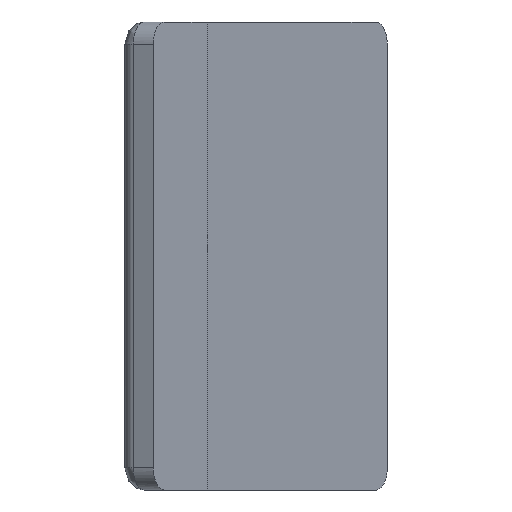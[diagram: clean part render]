
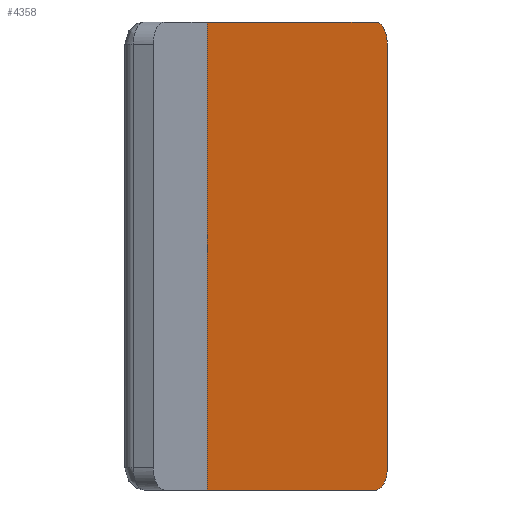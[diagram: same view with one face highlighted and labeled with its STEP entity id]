
A CAD part, front view. The second image highlights one B-rep face of the part: STEP entity #4358.
In plain terms, the highlighted planar face has unit normal (0.866, -0.5, 0).
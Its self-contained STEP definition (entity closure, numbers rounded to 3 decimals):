
#4301=CARTESIAN_POINT('',(-130.494,94.868,67.65));
#4302=DIRECTION('',(0.866,-0.5,0.));
#4303=DIRECTION('',(0.5,0.866,0.));
#4304=AXIS2_PLACEMENT_3D('',#4301,#4302,#4303);
#4305=PLANE('',#4304);
#4306=CARTESIAN_POINT('',(-91.494,162.418,60.45));
#4307=VERTEX_POINT('',#4306);
#4308=CARTESIAN_POINT('',(-109.669,130.939,60.45));
#4309=VERTEX_POINT('',#4308);
#4310=CARTESIAN_POINT('',(-91.494,162.418,60.45));
#4311=DIRECTION('',(-0.5,-0.866,-0.));
#4312=VECTOR('',#4311,36.349);
#4313=LINE('',#4310,#4312);
#4314=EDGE_CURVE('',#4307,#4309,#4313,.T.);
#4315=ORIENTED_EDGE('',*,*,#4314,.T.);
#4316=CARTESIAN_POINT('',(-109.669,130.939,10.05));
#4317=VERTEX_POINT('',#4316);
#4318=CARTESIAN_POINT('',(-109.669,130.939,60.45));
#4319=DIRECTION('',(0.,0.,-1.));
#4320=VECTOR('',#4319,50.4);
#4321=LINE('',#4318,#4320);
#4322=EDGE_CURVE('',#4309,#4317,#4321,.T.);
#4323=ORIENTED_EDGE('',*,*,#4322,.T.);
#4324=CARTESIAN_POINT('',(-91.494,162.418,10.05));
#4325=VERTEX_POINT('',#4324);
#4326=CARTESIAN_POINT('',(-109.669,130.939,10.05));
#4327=DIRECTION('',(0.5,0.866,0.));
#4328=VECTOR('',#4327,36.349);
#4329=LINE('',#4326,#4328);
#4330=EDGE_CURVE('',#4317,#4325,#4329,.T.);
#4331=ORIENTED_EDGE('',*,*,#4330,.T.);
#4332=CARTESIAN_POINT('',(-90.294,164.496,12.45));
#4333=VERTEX_POINT('',#4332);
#4334=CARTESIAN_POINT('',(-91.494,162.418,10.05));
#4335=CARTESIAN_POINT('',(-90.791,163.635,10.05));
#4336=CARTESIAN_POINT('',(-90.294,164.496,11.044));
#4337=CARTESIAN_POINT('',(-90.294,164.496,12.45));
#4338=(BOUNDED_CURVE()
B_SPLINE_CURVE(3,(#4334,#4335,#4336,#4337),.UNSPECIFIED.,.F.,.F.)
B_SPLINE_CURVE_WITH_KNOTS((4,4),(0.,1.),.UNSPECIFIED.)
CURVE()
GEOMETRIC_REPRESENTATION_ITEM()
RATIONAL_B_SPLINE_CURVE((1.,0.805,0.805,1.))
REPRESENTATION_ITEM(''));
#4339=EDGE_CURVE('',#4325,#4333,#4338,.T.);
#4340=ORIENTED_EDGE('',*,*,#4339,.T.);
#4341=CARTESIAN_POINT('',(-90.294,164.496,58.05));
#4342=VERTEX_POINT('',#4341);
#4343=CARTESIAN_POINT('',(-90.294,164.496,12.45));
#4344=DIRECTION('',(0.,0.,1.));
#4345=VECTOR('',#4344,45.6);
#4346=LINE('',#4343,#4345);
#4347=EDGE_CURVE('',#4333,#4342,#4346,.T.);
#4348=ORIENTED_EDGE('',*,*,#4347,.T.);
#4349=CARTESIAN_POINT('',(-90.294,164.496,58.05));
#4350=CARTESIAN_POINT('',(-90.294,164.496,59.456));
#4351=CARTESIAN_POINT('',(-90.791,163.635,60.45));
#4352=CARTESIAN_POINT('',(-91.494,162.418,60.45));
#4353=(BOUNDED_CURVE()
B_SPLINE_CURVE(3,(#4349,#4350,#4351,#4352),.UNSPECIFIED.,.F.,.F.)
B_SPLINE_CURVE_WITH_KNOTS((4,4),(0.,1.),.UNSPECIFIED.)
CURVE()
GEOMETRIC_REPRESENTATION_ITEM()
RATIONAL_B_SPLINE_CURVE((1.,0.805,0.805,1.))
REPRESENTATION_ITEM(''));
#4354=EDGE_CURVE('',#4342,#4307,#4353,.T.);
#4355=ORIENTED_EDGE('',*,*,#4354,.T.);
#4356=EDGE_LOOP('',(#4315,#4323,#4331,#4340,#4348,#4355));
#4357=FACE_BOUND('',#4356,.T.);
#4358=ADVANCED_FACE('',(#4357),#4305,.T.);
